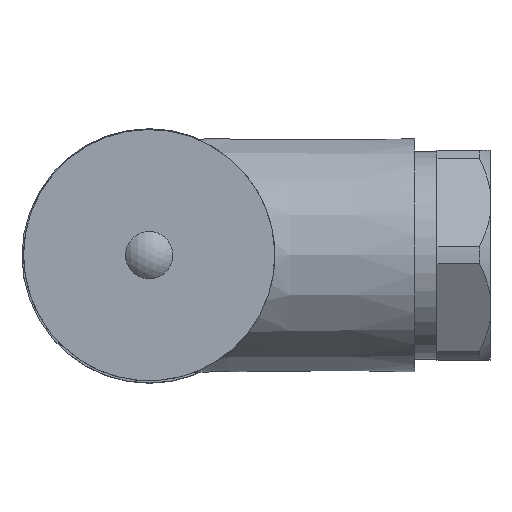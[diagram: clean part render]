
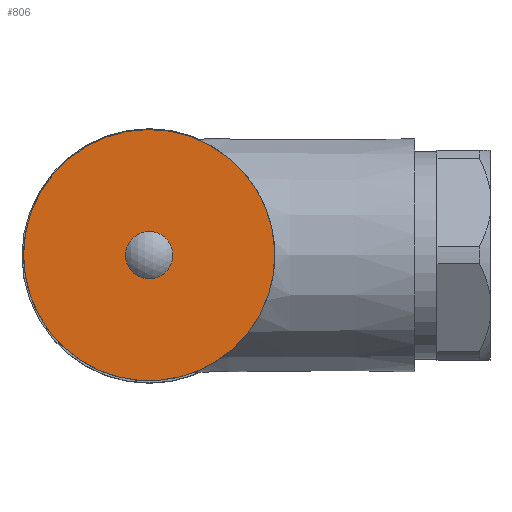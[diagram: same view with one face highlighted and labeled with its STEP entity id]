
A CAD part, top view. The second image highlights one B-rep face of the part: STEP entity #806.
In plain terms, the highlighted planar face has unit normal (0, 0, 1).
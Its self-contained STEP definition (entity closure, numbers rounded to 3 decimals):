
#806=ADVANCED_FACE('',(#977,#978),#900,.T.);
#900=PLANE('',#2267);
#977=FACE_BOUND('',#1128,.T.);
#978=FACE_BOUND('',#1129,.T.);
#1128=EDGE_LOOP('',(#1412));
#1129=EDGE_LOOP('',(#1413));
#1412=ORIENTED_EDGE('',*,*,#1934,.T.);
#1413=ORIENTED_EDGE('',*,*,#1935,.T.);
#1746=VERTEX_POINT('',#3183);
#1747=VERTEX_POINT('',#3185);
#1934=EDGE_CURVE('',#1746,#1746,#2111,.T.);
#1935=EDGE_CURVE('',#1747,#1747,#2112,.T.);
#2111=CIRCLE('',#2265,5.925);
#2112=CIRCLE('',#2266,1.118);
#2265=AXIS2_PLACEMENT_3D('',#3182,#2609,#2610);
#2266=AXIS2_PLACEMENT_3D('',#3184,#2611,#2612);
#2267=AXIS2_PLACEMENT_3D('',#3186,#2613,#2614);
#2609=DIRECTION('',(0.,0.,1.));
#2610=DIRECTION('',(-1.,0.,0.));
#2611=DIRECTION('',(0.,0.,-1.));
#2612=DIRECTION('',(1.,0.,0.));
#2613=DIRECTION('',(0.,0.,1.));
#2614=DIRECTION('',(1.,0.,0.));
#3182=CARTESIAN_POINT('',(-130.,60.,-25.308));
#3183=CARTESIAN_POINT('',(-135.925,60.,-25.308));
#3184=CARTESIAN_POINT('',(-130.,60.,-25.308));
#3185=CARTESIAN_POINT('',(-128.882,60.,-25.308));
#3186=CARTESIAN_POINT('',(-130.,60.,-25.308));
